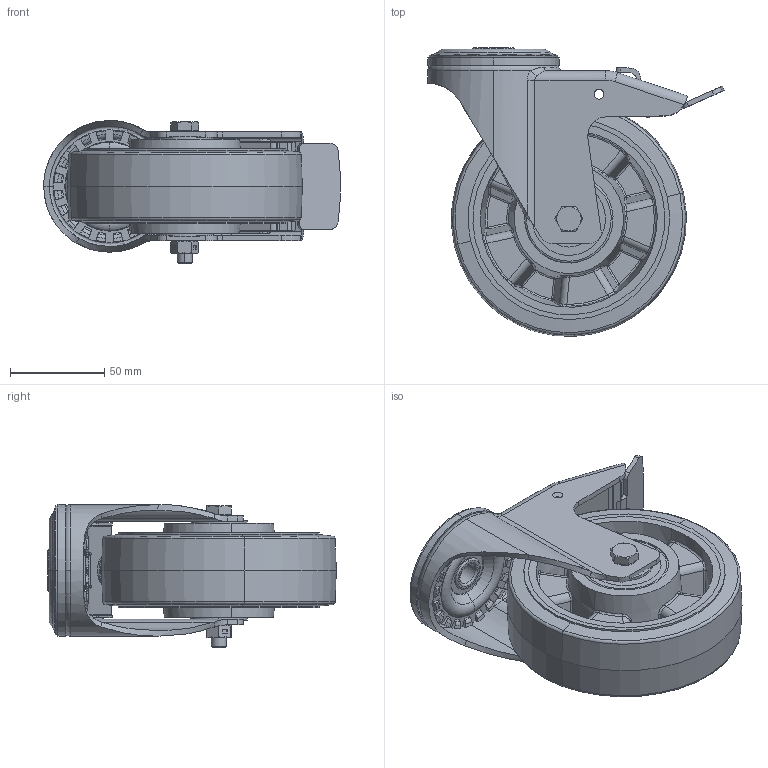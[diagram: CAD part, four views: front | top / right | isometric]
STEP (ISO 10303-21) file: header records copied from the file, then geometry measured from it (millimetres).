
FILE_DESCRIPTION (( 'STEP AP214' ), '1' );
FILE_NAME ('0055981.step', '2023-07-28T09:30:45', ( '' ), ( '' ), 'SwSTEP 2.0', 'SolidWorks 2020', '' );
FILE_SCHEMA (( 'AUTOMOTIVE_DESIGN' ));
Length unit declared in the file: millimetre
Products named in the file (1): 0055981
Bounding box: 157.58 x 153.42 x 76 mm (x, y, z)
Surface area: 188944.8 mm2 (no closed solid volume)
Topology: 0 solids, 23 shells, 938 faces, 2422 edges, 1508 vertices
Faces by surface type: cylinder 238, plane 232, torus 174, cone 116, bspline 104, sphere 74
Entity records: 45485 total; most frequent: CARTESIAN_POINT 13075, DIRECTION 4651, ORIENTED_EDGE 4405, EDGE_CURVE 2422, AXIS2_PLACEMENT_3D 1963, VERTEX_POINT 1508, CIRCLE 1128, EDGE_LOOP 1002
